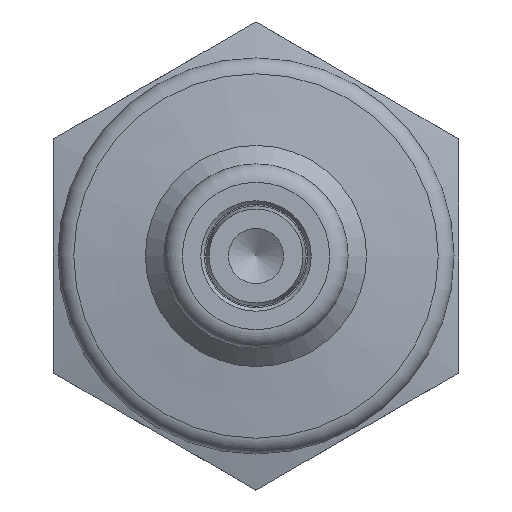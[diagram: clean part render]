
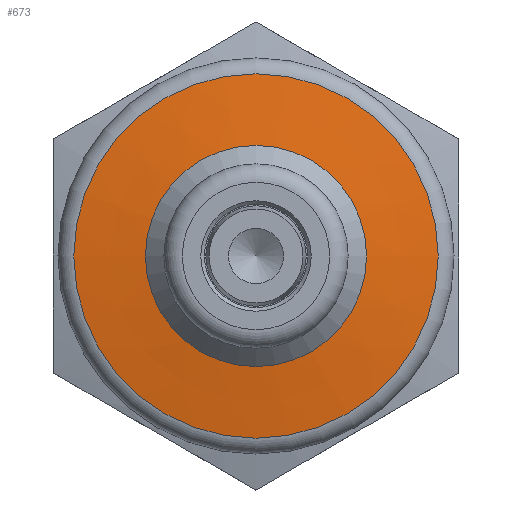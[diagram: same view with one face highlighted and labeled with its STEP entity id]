
A CAD part, left-side view. The second image highlights one B-rep face of the part: STEP entity #673.
In plain terms, the highlighted conical face has half-angle 82 degrees and reference radius 8.375 mm.
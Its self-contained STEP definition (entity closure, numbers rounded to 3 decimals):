
#57=LINE('',#1121,#87);
#87=VECTOR('',#924,8.375);
#109=CONICAL_SURFACE('',#766,8.375,1.431);
#176=FACE_OUTER_BOUND('',#219,.T.);
#219=EDGE_LOOP('',(#527,#528,#529,#530,#531));
#252=CIRCLE('',#737,6.);
#273=CIRCLE('',#767,9.889);
#274=CIRCLE('',#768,9.889);
#306=VERTEX_POINT('',#1064);
#324=VERTEX_POINT('',#1118);
#325=VERTEX_POINT('',#1119);
#372=EDGE_CURVE('',#306,#306,#252,.T.);
#399=EDGE_CURVE('',#324,#325,#273,.T.);
#400=EDGE_CURVE('',#324,#306,#57,.T.);
#401=EDGE_CURVE('',#325,#324,#274,.T.);
#527=ORIENTED_EDGE('',*,*,#399,.F.);
#528=ORIENTED_EDGE('',*,*,#400,.T.);
#529=ORIENTED_EDGE('',*,*,#372,.T.);
#530=ORIENTED_EDGE('',*,*,#400,.F.);
#531=ORIENTED_EDGE('',*,*,#401,.F.);
#673=ADVANCED_FACE('',(#176),#109,.T.);
#737=AXIS2_PLACEMENT_3D('',#1065,#856,#857);
#766=AXIS2_PLACEMENT_3D('',#1117,#920,#921);
#767=AXIS2_PLACEMENT_3D('',#1120,#922,#923);
#768=AXIS2_PLACEMENT_3D('',#1122,#925,#926);
#856=DIRECTION('center_axis',(1.,0.,0.));
#857=DIRECTION('ref_axis',(0.,1.,0.));
#920=DIRECTION('center_axis',(1.,0.,0.));
#921=DIRECTION('ref_axis',(0.,1.,0.));
#922=DIRECTION('center_axis',(1.,0.,0.));
#923=DIRECTION('ref_axis',(0.,-1.,0.));
#924=DIRECTION('',(-0.139,0.99,0.));
#925=DIRECTION('center_axis',(1.,0.,0.));
#926=DIRECTION('ref_axis',(0.,-1.,0.));
#1064=CARTESIAN_POINT('',(20.,-6.,0.));
#1065=CARTESIAN_POINT('Origin',(20.,0.,0.));
#1117=CARTESIAN_POINT('Origin',(20.334,0.,0.));
#1118=CARTESIAN_POINT('',(20.547,-9.889,0.));
#1119=CARTESIAN_POINT('',(20.547,0.,9.889));
#1120=CARTESIAN_POINT('Origin',(20.547,0.,0.));
#1121=CARTESIAN_POINT('',(20.334,-8.375,0.));
#1122=CARTESIAN_POINT('Origin',(20.547,0.,0.));
